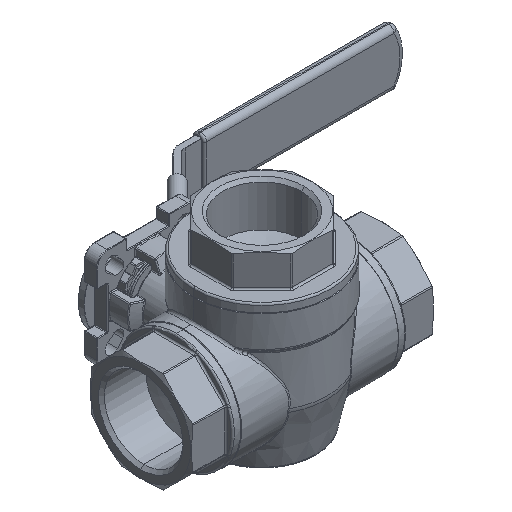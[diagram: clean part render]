
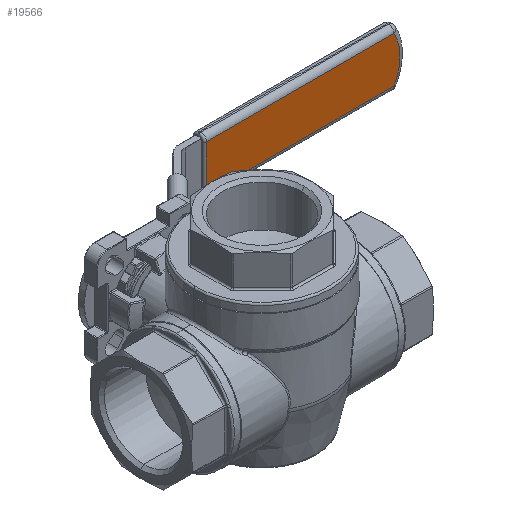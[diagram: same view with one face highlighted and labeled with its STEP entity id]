
A CAD part, isometric view. The second image highlights one B-rep face of the part: STEP entity #19566.
In plain terms, the highlighted planar face has unit normal (0, -1, 0).
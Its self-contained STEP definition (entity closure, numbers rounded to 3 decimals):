
#2199 = FACE_OUTER_BOUND ( 'NONE', #12078, .T. ) ;
#3924 = VECTOR ( 'NONE', #54814, 1000. ) ;
#5020 = CARTESIAN_POINT ( 'NONE',  ( 64.485, 92., -11.3 ) ) ;
#6259 = LINE ( 'NONE', #44815, #26247 ) ;
#6946 = LINE ( 'NONE', #44140, #30948 ) ;
#9410 = ORIENTED_EDGE ( 'NONE', *, *, #18555, .T. ) ;
#11880 = CARTESIAN_POINT ( 'NONE',  ( 157.224, 92., -11.3 ) ) ;
#12078 = EDGE_LOOP ( 'NONE', ( #23464, #36334, #44216, #9410 ) ) ;
#15954 = DIRECTION ( 'NONE',  ( 0., -1., 0. ) ) ;
#17871 = LINE ( 'NONE', #23756, #3924 ) ;
#17913 = VERTEX_POINT ( 'NONE', #5020 ) ;
#18555 = EDGE_CURVE ( 'NONE', #38319, #24431, #6946, .T. ) ;
#18634 = EDGE_CURVE ( 'NONE', #17913, #31270, #6259, .T. ) ;
#19283 = DIRECTION ( 'NONE',  ( 1., 0., 0. ) ) ;
#19566 = ADVANCED_FACE ( 'NONE', ( #2199 ), #20466, .F. ) ;
#20466 = PLANE ( 'NONE',  #55306 ) ;
#23464 = ORIENTED_EDGE ( 'NONE', *, *, #38978, .T. ) ;
#23756 = CARTESIAN_POINT ( 'NONE',  ( 64.485, 92., 14. ) ) ;
#24431 = VERTEX_POINT ( 'NONE', #26317 ) ;
#25297 = DIRECTION ( 'NONE',  ( 0., 0., 1. ) ) ;
#26247 = VECTOR ( 'NONE', #19283, 1000. ) ;
#26317 = CARTESIAN_POINT ( 'NONE',  ( 64.485, 92., 11.3 ) ) ;
#28827 = DIRECTION ( 'NONE',  ( 0., 1., 0. ) ) ;
#29954 = CARTESIAN_POINT ( 'NONE',  ( 157.224, 92., 11.3 ) ) ;
#30948 = VECTOR ( 'NONE', #53474, 1000. ) ;
#31270 = VERTEX_POINT ( 'NONE', #11880 ) ;
#36334 = ORIENTED_EDGE ( 'NONE', *, *, #18634, .T. ) ;
#36649 = DIRECTION ( 'NONE',  ( 0., 0., 1. ) ) ;
#37015 = CARTESIAN_POINT ( 'NONE',  ( 137.999, 92., 0. ) ) ;
#38319 = VERTEX_POINT ( 'NONE', #29954 ) ;
#38978 = EDGE_CURVE ( 'NONE', #24431, #17913, #17871, .T. ) ;
#44140 = CARTESIAN_POINT ( 'NONE',  ( 163., 92., 11.3 ) ) ;
#44216 = ORIENTED_EDGE ( 'NONE', *, *, #53507, .T. ) ;
#44815 = CARTESIAN_POINT ( 'NONE',  ( 158.711, 92., -11.3 ) ) ;
#46539 = CARTESIAN_POINT ( 'NONE',  ( 163., 92., 14. ) ) ;
#53474 = DIRECTION ( 'NONE',  ( -1., 0., 0. ) ) ;
#53507 = EDGE_CURVE ( 'NONE', #31270, #38319, #53824, .T. ) ;
#53824 = CIRCLE ( 'NONE', #54455, 22.3 ) ;
#54455 = AXIS2_PLACEMENT_3D ( 'NONE', #37015, #15954, #36649 ) ;
#54814 = DIRECTION ( 'NONE',  ( 0., 0., -1. ) ) ;
#55306 = AXIS2_PLACEMENT_3D ( 'NONE', #46539, #28827, #25297 ) ;
